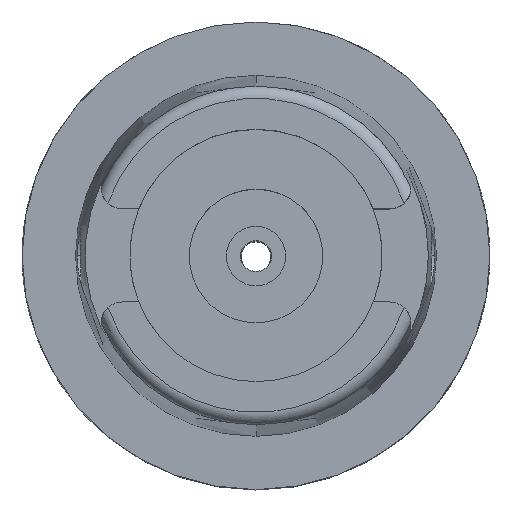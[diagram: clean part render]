
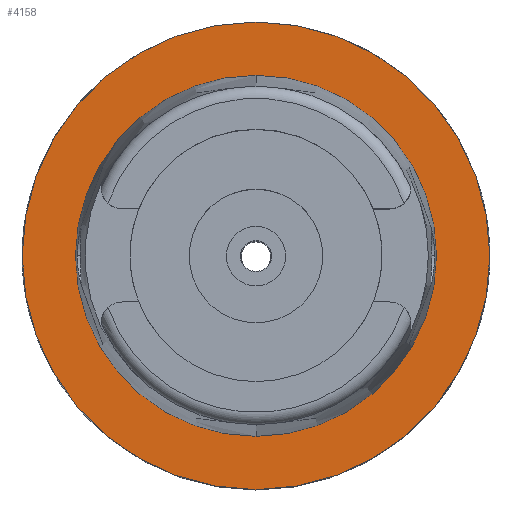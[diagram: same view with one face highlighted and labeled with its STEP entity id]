
A CAD part, top view. The second image highlights one B-rep face of the part: STEP entity #4158.
In plain terms, the highlighted planar face has unit normal (0, 0, 1).
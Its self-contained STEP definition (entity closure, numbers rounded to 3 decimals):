
#1973=CARTESIAN_POINT('',(0.,0.,0.));
#1974=DIRECTION('',(0.,0.,-1.));
#1975=DIRECTION('',(0.,-1.,0.));
#1976=AXIS2_PLACEMENT_3D('',#1973,#1974,#1975);
#1981=CARTESIAN_POINT('',(0.,0.,0.));
#1982=DIRECTION('',(0.,0.,-1.));
#1983=DIRECTION('',(0.,1.,0.));
#1984=AXIS2_PLACEMENT_3D('',#1981,#1982,#1983);
#1989=CARTESIAN_POINT('',(0.,0.,0.));
#1990=DIRECTION('',(0.,0.,1.));
#1991=DIRECTION('',(0.,-1.,0.));
#1992=AXIS2_PLACEMENT_3D('',#1989,#1990,#1991);
#1997=CARTESIAN_POINT('',(0.,0.,0.));
#1998=DIRECTION('',(0.,0.,1.));
#1999=DIRECTION('',(0.,1.,0.));
#2000=AXIS2_PLACEMENT_3D('',#1997,#1998,#1999);
#2456=CARTESIAN_POINT('',(0.,-24.315,0.));
#2457=VERTEX_POINT('',#2456);
#2458=CARTESIAN_POINT('',(0.,24.315,0.));
#2459=VERTEX_POINT('',#2458);
#2747=CARTESIAN_POINT('',(0.,31.5,0.));
#2748=VERTEX_POINT('',#2747);
#2749=CARTESIAN_POINT('',(0.,-31.5,0.));
#2750=VERTEX_POINT('',#2749);
#4145=CARTESIAN_POINT('',(0.,0.,0.));
#4146=DIRECTION('',(0.,0.,1.));
#4147=DIRECTION('',(0.,1.,0.));
#4148=AXIS2_PLACEMENT_3D('',#4145,#4146,#4147);
#4149=PLANE('',#4148);
#4150=ORIENTED_EDGE('',*,*,#4127,.T.);
#4151=ORIENTED_EDGE('',*,*,#4018,.T.);
#4152=EDGE_LOOP('',(#4150,#4151));
#4153=FACE_OUTER_BOUND('',#4152,.F.);
#4154=ORIENTED_EDGE('',*,*,#2930,.T.);
#4155=ORIENTED_EDGE('',*,*,#2899,.T.);
#4156=EDGE_LOOP('',(#4154,#4155));
#4157=FACE_BOUND('',#4156,.F.);
#1977=CIRCLE('',#1976,31.5);
#1985=CIRCLE('',#1984,31.5);
#1993=CIRCLE('',#1992,24.315);
#2001=CIRCLE('',#2000,24.315);
#2899=EDGE_CURVE('',#2459,#2457,#2001,.T.);
#2930=EDGE_CURVE('',#2457,#2459,#1993,.T.);
#4018=EDGE_CURVE('',#2748,#2750,#1985,.T.);
#4127=EDGE_CURVE('',#2750,#2748,#1977,.T.);
#4158=ADVANCED_FACE('',(#4153,#4157),#4149,.T.);
